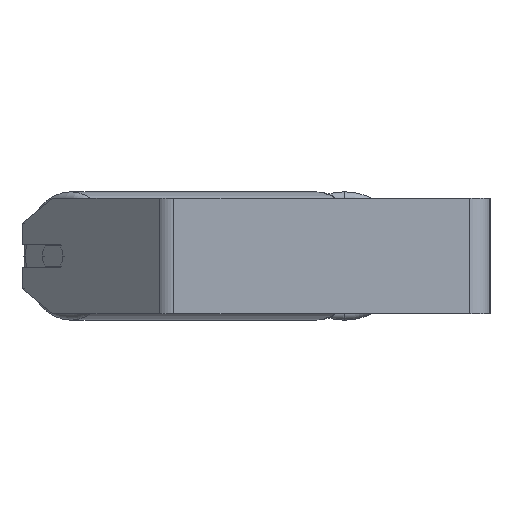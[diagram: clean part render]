
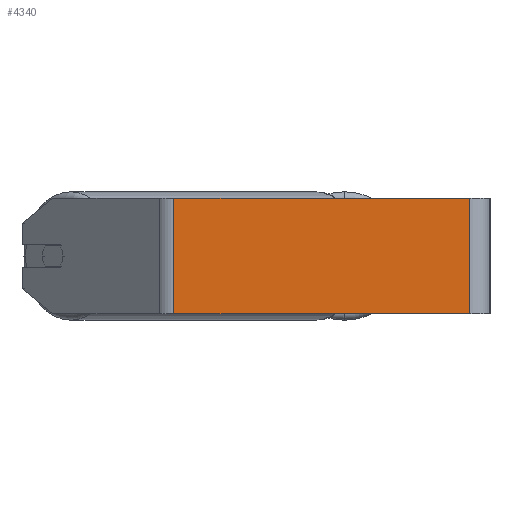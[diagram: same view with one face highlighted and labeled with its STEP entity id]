
A CAD part, left-side view. The second image highlights one B-rep face of the part: STEP entity #4340.
In plain terms, the highlighted planar face has unit normal (-1, 0, 0).
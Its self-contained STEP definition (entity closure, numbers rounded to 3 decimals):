
#121 = EDGE_CURVE ( 'NONE', #4992, #1247, #3512, .T. ) ;
#456 = VERTEX_POINT ( 'NONE', #7616 ) ;
#605 = CARTESIAN_POINT ( 'NONE',  ( -430., 219.181, 40. ) ) ;
#634 = DIRECTION ( 'NONE',  ( 0., -1., 0. ) ) ;
#862 = CARTESIAN_POINT ( 'NONE',  ( -430., 224.98, -40. ) ) ;
#965 = CARTESIAN_POINT ( 'NONE',  ( -430., 224.98, 40. ) ) ;
#1247 = VERTEX_POINT ( 'NONE', #2748 ) ;
#1571 = ORIENTED_EDGE ( 'NONE', *, *, #121, .T. ) ;
#1813 = VECTOR ( 'NONE', #3013, 1000. ) ;
#2295 = LINE ( 'NONE', #7695, #1813 ) ;
#2481 = CARTESIAN_POINT ( 'NONE',  ( -430., 14., 40. ) ) ;
#2748 = CARTESIAN_POINT ( 'NONE',  ( -430., 14., -40. ) ) ;
#3013 = DIRECTION ( 'NONE',  ( 0., 0., -1. ) ) ;
#3339 = VECTOR ( 'NONE', #634, 1000. ) ;
#3414 = CARTESIAN_POINT ( 'NONE',  ( -430., 224.98, 40. ) ) ;
#3457 = EDGE_CURVE ( 'NONE', #5126, #456, #8073, .T. ) ;
#3512 = LINE ( 'NONE', #862, #6688 ) ;
#3658 = DIRECTION ( 'NONE',  ( 1., 0., 0. ) ) ;
#3848 = DIRECTION ( 'NONE',  ( 0., 0., -1. ) ) ;
#4098 = CARTESIAN_POINT ( 'NONE',  ( -430., 219.181, -40. ) ) ;
#4120 = DIRECTION ( 'NONE',  ( 0., -1., 0. ) ) ;
#4340 = ADVANCED_FACE ( 'NONE', ( #7637 ), #6444, .F. ) ;
#4472 = LINE ( 'NONE', #2481, #5897 ) ;
#4992 = VERTEX_POINT ( 'NONE', #4098 ) ;
#5126 = VERTEX_POINT ( 'NONE', #605 ) ;
#5695 = DIRECTION ( 'NONE',  ( 0., 0., -1. ) ) ;
#5897 = VECTOR ( 'NONE', #3848, 1000. ) ;
#6003 = EDGE_LOOP ( 'NONE', ( #1571, #7295, #8235, #8271 ) ) ;
#6375 = EDGE_CURVE ( 'NONE', #456, #1247, #4472, .T. ) ;
#6444 = PLANE ( 'NONE',  #8306 ) ;
#6688 = VECTOR ( 'NONE', #4120, 1000. ) ;
#7295 = ORIENTED_EDGE ( 'NONE', *, *, #6375, .F. ) ;
#7616 = CARTESIAN_POINT ( 'NONE',  ( -430., 14., 40. ) ) ;
#7637 = FACE_OUTER_BOUND ( 'NONE', #6003, .T. ) ;
#7695 = CARTESIAN_POINT ( 'NONE',  ( -430., 219.181, 40. ) ) ;
#7880 = EDGE_CURVE ( 'NONE', #5126, #4992, #2295, .T. ) ;
#8073 = LINE ( 'NONE', #3414, #3339 ) ;
#8235 = ORIENTED_EDGE ( 'NONE', *, *, #3457, .F. ) ;
#8271 = ORIENTED_EDGE ( 'NONE', *, *, #7880, .T. ) ;
#8306 = AXIS2_PLACEMENT_3D ( 'NONE', #965, #3658, #5695 ) ;
